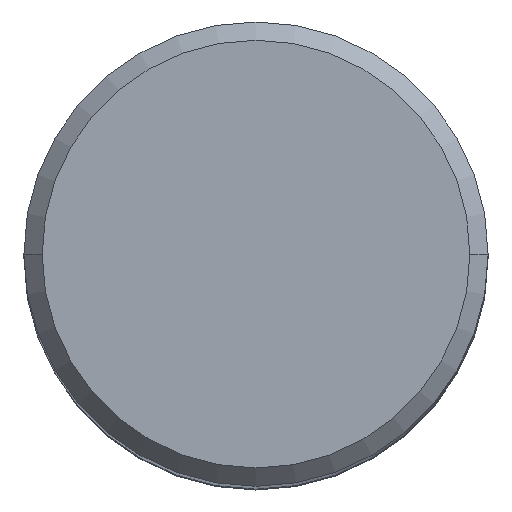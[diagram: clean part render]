
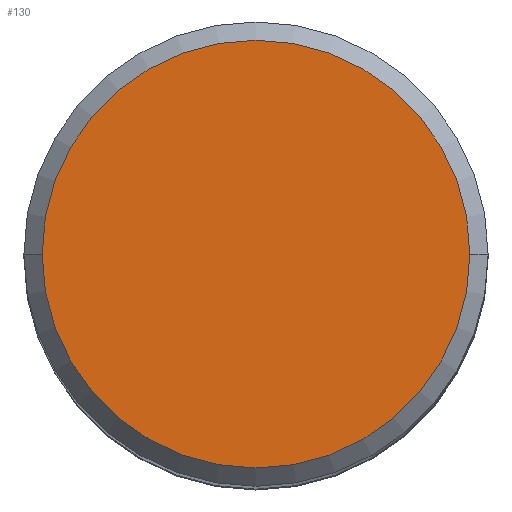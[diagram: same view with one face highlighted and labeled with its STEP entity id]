
A CAD part, top view. The second image highlights one B-rep face of the part: STEP entity #130.
In plain terms, the highlighted planar face has unit normal (0, 0, 1).
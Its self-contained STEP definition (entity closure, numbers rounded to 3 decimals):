
#32=PLANE('',#1102);
#130=ADVANCED_FACE('',(#208),#32,.F.);
#208=FACE_OUTER_BOUND('',#266,.T.);
#266=EDGE_LOOP('',(#478,#479,#480,#481));
#478=ORIENTED_EDGE('',*,*,#706,.F.);
#479=ORIENTED_EDGE('',*,*,#707,.F.);
#480=ORIENTED_EDGE('',*,*,#705,.F.);
#481=ORIENTED_EDGE('',*,*,#704,.F.);
#586=VERTEX_POINT('',#2455);
#587=VERTEX_POINT('',#2457);
#588=VERTEX_POINT('',#2459);
#589=VERTEX_POINT('',#2463);
#704=EDGE_CURVE('',#587,#588,#837,.T.);
#705=EDGE_CURVE('',#588,#586,#838,.T.);
#706=EDGE_CURVE('',#589,#587,#839,.T.);
#707=EDGE_CURVE('',#586,#589,#840,.T.);
#837=CIRCLE('',#1097,11.7);
#838=CIRCLE('',#1098,11.7);
#839=CIRCLE('',#1100,11.7);
#840=CIRCLE('',#1101,11.7);
#1097=AXIS2_PLACEMENT_3D('',#2458,#1324,#1325);
#1098=AXIS2_PLACEMENT_3D('',#2460,#1326,#1327);
#1100=AXIS2_PLACEMENT_3D('',#2462,#1330,#1331);
#1101=AXIS2_PLACEMENT_3D('',#2464,#1332,#1333);
#1102=AXIS2_PLACEMENT_3D('',#2465,#1334,#1335);
#1324=DIRECTION('',(0.,0.,-1.));
#1325=DIRECTION('',(1.,0.,0.));
#1326=DIRECTION('',(0.,0.,-1.));
#1327=DIRECTION('',(0.,-1.,0.));
#1330=DIRECTION('',(0.,0.,-1.));
#1331=DIRECTION('',(0.,1.,0.));
#1332=DIRECTION('',(0.,0.,-1.));
#1333=DIRECTION('',(-1.,0.,0.));
#1334=DIRECTION('',(0.,0.,-1.));
#1335=DIRECTION('',(1.,0.,0.));
#2455=CARTESIAN_POINT('',(-11.7,0.,43.656));
#2457=CARTESIAN_POINT('',(11.7,0.,43.656));
#2458=CARTESIAN_POINT('',(0.,0.,43.656));
#2459=CARTESIAN_POINT('',(0.,-11.7,43.656));
#2460=CARTESIAN_POINT('',(0.,0.,43.656));
#2462=CARTESIAN_POINT('',(0.,0.,43.656));
#2463=CARTESIAN_POINT('',(0.,11.7,43.656));
#2464=CARTESIAN_POINT('',(0.,0.,43.656));
#2465=CARTESIAN_POINT('',(0.,0.,43.656));
